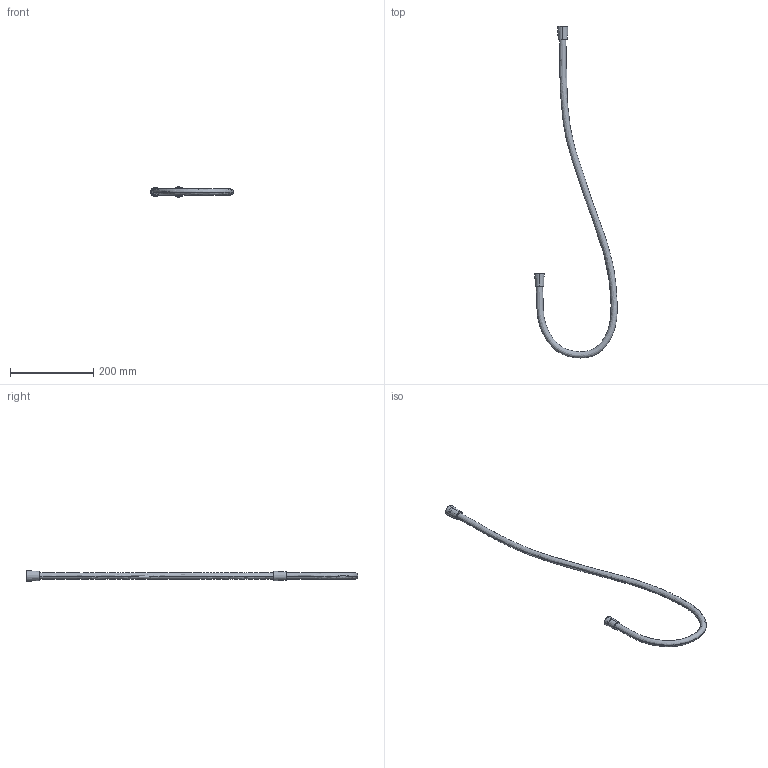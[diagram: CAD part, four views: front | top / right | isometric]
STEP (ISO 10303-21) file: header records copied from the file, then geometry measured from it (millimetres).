
FILE_DESCRIPTION (( 'STEP AP203' ), '1' );
FILE_NAME ('99ZP02133.STEP', '2024-01-18T10:03:31', ( '' ), ( '' ), 'SwSTEP 2.0', 'SolidWorks 2021', '' );
FILE_SCHEMA (( 'CONFIG_CONTROL_DESIGN' ));
Length unit declared in the file: millimetre
Products named in the file (1): 99ZP02133
Bounding box: 199.18 x 799.92 x 25.3 mm (x, y, z)
Volume: 62930.3 mm3; surface area: 103614.9 mm2
Topology: 1 solids, 1 shells, 66 faces, 130 edges, 86 vertices
Faces by surface type: cylinder 30, plane 23, bspline 9, cone 4
Entity records: 26409 total; most frequent: CARTESIAN_POINT 24968, DIRECTION 292, ORIENTED_EDGE 260, EDGE_CURVE 130, AXIS2_PLACEMENT_3D 128, EDGE_LOOP 86, VERTEX_POINT 86, CIRCLE 70
